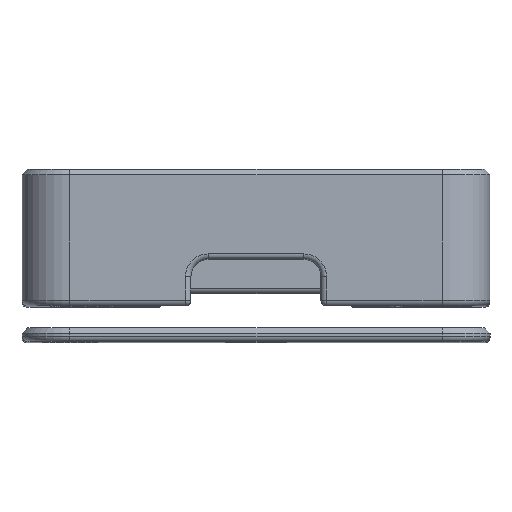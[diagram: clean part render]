
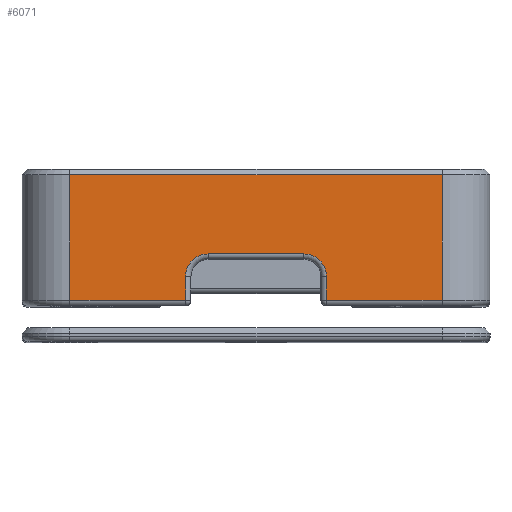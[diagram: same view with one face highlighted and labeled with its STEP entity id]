
A CAD part, top view. The second image highlights one B-rep face of the part: STEP entity #6071.
In plain terms, the highlighted planar face has unit normal (0, 0, 1).
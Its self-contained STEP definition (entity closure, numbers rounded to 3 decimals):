
#18 = CARTESIAN_POINT ( 'NONE',  ( -5.15, 0.4, 30.8 ) ) ;
#223 = CARTESIAN_POINT ( 'NONE',  ( 3.5, 2.15, 30.8 ) ) ;
#333 = VERTEX_POINT ( 'NONE', #815 ) ;
#454 = CARTESIAN_POINT ( 'NONE',  ( 0., 0.4, 30.8 ) ) ;
#458 = DIRECTION ( 'NONE',  ( 1., 0., 0. ) ) ;
#461 = EDGE_CURVE ( 'NONE', #4242, #3195, #4739, .T. ) ;
#468 = CARTESIAN_POINT ( 'NONE',  ( -13.6, 1., 30.8 ) ) ;
#492 = VECTOR ( 'NONE', #743, 1000. ) ;
#607 = VECTOR ( 'NONE', #3827, 1000. ) ;
#743 = DIRECTION ( 'NONE',  ( -1., 0., 0. ) ) ;
#745 = EDGE_CURVE ( 'NONE', #4732, #894, #2582, .T. ) ;
#806 = CARTESIAN_POINT ( 'NONE',  ( -13.6, 9.6, 30.8 ) ) ;
#815 = CARTESIAN_POINT ( 'NONE',  ( 5.15, 2.15, 30.8 ) ) ;
#878 = EDGE_CURVE ( 'NONE', #333, #4242, #3278, .T. ) ;
#894 = VERTEX_POINT ( 'NONE', #4727 ) ;
#1022 = PLANE ( 'NONE',  #3753 ) ;
#1063 = LINE ( 'NONE', #2413, #2621 ) ;
#1324 = ORIENTED_EDGE ( 'NONE', *, *, #878, .T. ) ;
#1362 = ORIENTED_EDGE ( 'NONE', *, *, #5974, .T. ) ;
#1386 = ORIENTED_EDGE ( 'NONE', *, *, #1662, .T. ) ;
#1556 = LINE ( 'NONE', #2646, #3415 ) ;
#1576 = FACE_OUTER_BOUND ( 'NONE', #2152, .T. ) ;
#1582 = DIRECTION ( 'NONE',  ( -1., 0., 0. ) ) ;
#1662 = EDGE_CURVE ( 'NONE', #5495, #1818, #1556, .T. ) ;
#1794 = EDGE_CURVE ( 'NONE', #1818, #3917, #6035, .T. ) ;
#1818 = VERTEX_POINT ( 'NONE', #4217 ) ;
#1896 = EDGE_CURVE ( 'NONE', #4025, #5495, #5788, .T. ) ;
#1962 = DIRECTION ( 'NONE',  ( 0., -1., 0. ) ) ;
#1975 = ORIENTED_EDGE ( 'NONE', *, *, #2358, .F. ) ;
#2028 = DIRECTION ( 'NONE',  ( 0., 0., -1. ) ) ;
#2053 = ORIENTED_EDGE ( 'NONE', *, *, #1794, .T. ) ;
#2079 = CARTESIAN_POINT ( 'NONE',  ( 5.15, 0.4, 30.8 ) ) ;
#2152 = EDGE_LOOP ( 'NONE', ( #1362, #4383, #1386, #2053, #2942, #3981, #1324, #5827, #1975, #5861 ) ) ;
#2350 = EDGE_CURVE ( 'NONE', #3917, #5314, #1063, .T. ) ;
#2358 = EDGE_CURVE ( 'NONE', #4732, #3195, #2451, .T. ) ;
#2386 = CARTESIAN_POINT ( 'NONE',  ( 0., 0.4, 30.8 ) ) ;
#2413 = CARTESIAN_POINT ( 'NONE',  ( 0., 3.8, 30.8 ) ) ;
#2417 = VECTOR ( 'NONE', #4308, 1000. ) ;
#2451 = LINE ( 'NONE', #5805, #607 ) ;
#2582 = LINE ( 'NONE', #806, #492 ) ;
#2602 = CARTESIAN_POINT ( 'NONE',  ( 3.5, 3.8, 30.8 ) ) ;
#2621 = VECTOR ( 'NONE', #458, 1000. ) ;
#2646 = CARTESIAN_POINT ( 'NONE',  ( -5.15, 1., 30.8 ) ) ;
#2767 = DIRECTION ( 'NONE',  ( 0., 0., -1. ) ) ;
#2854 = EDGE_CURVE ( 'NONE', #5314, #333, #3634, .T. ) ;
#2942 = ORIENTED_EDGE ( 'NONE', *, *, #2350, .T. ) ;
#2977 = CARTESIAN_POINT ( 'NONE',  ( 13.6, 9.6, 30.8 ) ) ;
#3195 = VERTEX_POINT ( 'NONE', #3708 ) ;
#3278 = LINE ( 'NONE', #5201, #4003 ) ;
#3390 = LINE ( 'NONE', #468, #3543 ) ;
#3399 = CARTESIAN_POINT ( 'NONE',  ( 0., 1., 30.8 ) ) ;
#3415 = VECTOR ( 'NONE', #3468, 1000. ) ;
#3468 = DIRECTION ( 'NONE',  ( 0., 1., 0. ) ) ;
#3543 = VECTOR ( 'NONE', #1962, 1000. ) ;
#3634 = CIRCLE ( 'NONE', #5942, 1.65 ) ;
#3708 = CARTESIAN_POINT ( 'NONE',  ( 13.6, 0.4, 30.8 ) ) ;
#3716 = CARTESIAN_POINT ( 'NONE',  ( -13.6, 0.4, 30.8 ) ) ;
#3753 = AXIS2_PLACEMENT_3D ( 'NONE', #3399, #5797, #3876 ) ;
#3827 = DIRECTION ( 'NONE',  ( 0., -1., 0. ) ) ;
#3876 = DIRECTION ( 'NONE',  ( -1., 0., 0. ) ) ;
#3917 = VERTEX_POINT ( 'NONE', #4539 ) ;
#3981 = ORIENTED_EDGE ( 'NONE', *, *, #2854, .T. ) ;
#4003 = VECTOR ( 'NONE', #4264, 1000. ) ;
#4025 = VERTEX_POINT ( 'NONE', #3716 ) ;
#4217 = CARTESIAN_POINT ( 'NONE',  ( -5.15, 2.15, 30.8 ) ) ;
#4242 = VERTEX_POINT ( 'NONE', #2079 ) ;
#4264 = DIRECTION ( 'NONE',  ( 0., -1., 0. ) ) ;
#4308 = DIRECTION ( 'NONE',  ( 1., 0., 0. ) ) ;
#4383 = ORIENTED_EDGE ( 'NONE', *, *, #1896, .T. ) ;
#4539 = CARTESIAN_POINT ( 'NONE',  ( -3.5, 3.8, 30.8 ) ) ;
#4683 = DIRECTION ( 'NONE',  ( -1., 0., 0. ) ) ;
#4727 = CARTESIAN_POINT ( 'NONE',  ( -13.6, 9.6, 30.8 ) ) ;
#4732 = VERTEX_POINT ( 'NONE', #2977 ) ;
#4739 = LINE ( 'NONE', #454, #5108 ) ;
#4797 = DIRECTION ( 'NONE',  ( 1., 0., 0. ) ) ;
#5108 = VECTOR ( 'NONE', #4797, 1000. ) ;
#5161 = CARTESIAN_POINT ( 'NONE',  ( -3.5, 2.15, 30.8 ) ) ;
#5201 = CARTESIAN_POINT ( 'NONE',  ( 5.15, 1., 30.8 ) ) ;
#5314 = VERTEX_POINT ( 'NONE', #2602 ) ;
#5495 = VERTEX_POINT ( 'NONE', #18 ) ;
#5788 = LINE ( 'NONE', #2386, #2417 ) ;
#5797 = DIRECTION ( 'NONE',  ( 0., 0., -1. ) ) ;
#5805 = CARTESIAN_POINT ( 'NONE',  ( 13.6, 1., 30.8 ) ) ;
#5827 = ORIENTED_EDGE ( 'NONE', *, *, #461, .T. ) ;
#5861 = ORIENTED_EDGE ( 'NONE', *, *, #745, .T. ) ;
#5931 = AXIS2_PLACEMENT_3D ( 'NONE', #5161, #2767, #4683 ) ;
#5942 = AXIS2_PLACEMENT_3D ( 'NONE', #223, #2028, #1582 ) ;
#5974 = EDGE_CURVE ( 'NONE', #894, #4025, #3390, .T. ) ;
#6035 = CIRCLE ( 'NONE', #5931, 1.65 ) ;
#6071 = ADVANCED_FACE ( 'NONE', ( #1576 ), #1022, .F. ) ;
